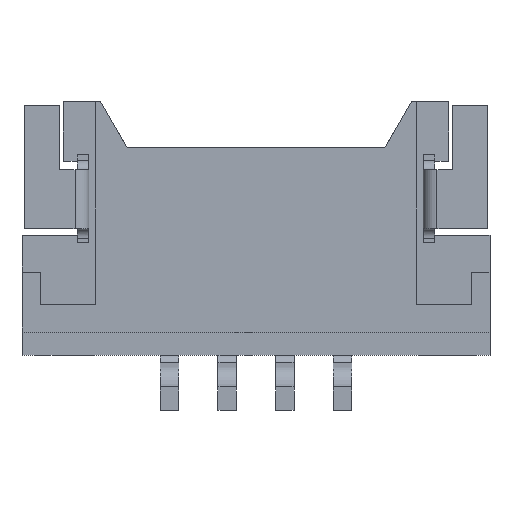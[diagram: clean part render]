
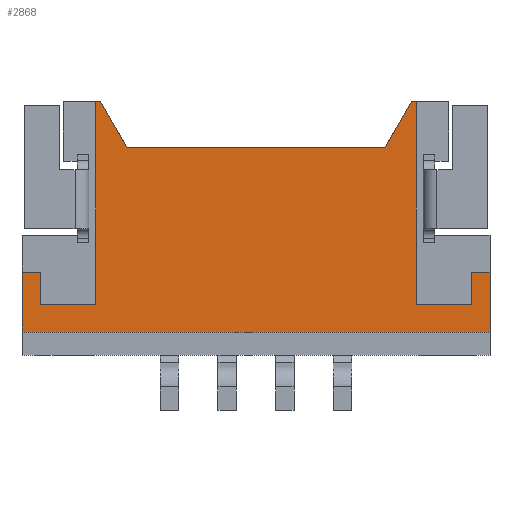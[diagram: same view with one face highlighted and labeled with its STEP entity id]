
A CAD part, front view. The second image highlights one B-rep face of the part: STEP entity #2868.
In plain terms, the highlighted planar face has unit normal (0, -1, 0).
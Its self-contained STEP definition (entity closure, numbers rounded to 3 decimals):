
#1=DIRECTION('',(-1.,0.,0.));
#2=VECTOR('',#1,10.15);
#3=CARTESIAN_POINT('',(5.075,0.,0.5));
#4=LINE('',#3,#2);
#5=DIRECTION('',(0.,0.,1.));
#6=VECTOR('',#5,4.4);
#7=CARTESIAN_POINT('',(-3.475,0.,1.1));
#8=LINE('',#7,#6);
#9=DIRECTION('',(0.5,0.,-0.866));
#10=VECTOR('',#9,1.155);
#11=CARTESIAN_POINT('',(-3.375,0.,5.5));
#12=LINE('',#11,#10);
#13=DIRECTION('',(1.,0.,0.));
#14=VECTOR('',#13,5.595);
#15=CARTESIAN_POINT('',(-2.798,0.,4.5));
#16=LINE('',#15,#14);
#17=DIRECTION('',(0.5,0.,0.866));
#18=VECTOR('',#17,1.155);
#19=CARTESIAN_POINT('',(2.798,0.,4.5));
#20=LINE('',#19,#18);
#21=DIRECTION('',(1.,0.,0.));
#22=VECTOR('',#21,0.4);
#23=CARTESIAN_POINT('',(4.675,0.,1.8));
#24=LINE('',#23,#22);
#33=DIRECTION('',(0.,0.,1.));
#34=VECTOR('',#33,1.3);
#35=CARTESIAN_POINT('',(5.075,0.,0.5));
#36=LINE('',#35,#34);
#65=DIRECTION('',(0.,0.,-1.));
#66=VECTOR('',#65,1.3);
#67=CARTESIAN_POINT('',(-5.075,0.,1.8));
#68=LINE('',#67,#66);
#633=DIRECTION('',(-1.,0.,0.));
#634=VECTOR('',#633,0.1);
#635=CARTESIAN_POINT('',(-3.375,0.,5.5));
#636=LINE('',#635,#634);
#1043=DIRECTION('',(-1.,0.,0.));
#1044=VECTOR('',#1043,1.2);
#1045=CARTESIAN_POINT('',(-3.475,0.,1.1));
#1046=LINE('',#1045,#1044);
#1051=DIRECTION('',(0.,0.,1.));
#1052=VECTOR('',#1051,0.7);
#1053=CARTESIAN_POINT('',(-4.675,0.,1.1));
#1054=LINE('',#1053,#1052);
#1059=DIRECTION('',(-1.,0.,0.));
#1060=VECTOR('',#1059,0.4);
#1061=CARTESIAN_POINT('',(-4.675,0.,1.8));
#1062=LINE('',#1061,#1060);
#1075=DIRECTION('',(-1.,0.,0.));
#1076=VECTOR('',#1075,0.1);
#1077=CARTESIAN_POINT('',(3.475,0.,5.5));
#1078=LINE('',#1077,#1076);
#1485=DIRECTION('',(0.,0.,-1.));
#1486=VECTOR('',#1485,0.7);
#1487=CARTESIAN_POINT('',(4.675,0.,1.8));
#1488=LINE('',#1487,#1486);
#1493=DIRECTION('',(-1.,0.,0.));
#1494=VECTOR('',#1493,1.2);
#1495=CARTESIAN_POINT('',(4.675,0.,1.1));
#1496=LINE('',#1495,#1494);
#1501=DIRECTION('',(0.,0.,1.));
#1502=VECTOR('',#1501,4.4);
#1503=CARTESIAN_POINT('',(3.475,0.,1.1));
#1504=LINE('',#1503,#1502);
#2149=CARTESIAN_POINT('',(5.075,0.,0.5));
#2150=CARTESIAN_POINT('',(-5.075,0.,0.5));
#2151=VERTEX_POINT('',#2149);
#2152=VERTEX_POINT('',#2150);
#2153=CARTESIAN_POINT('',(-5.075,0.,1.8));
#2154=VERTEX_POINT('',#2153);
#2155=CARTESIAN_POINT('',(-4.675,0.,1.8));
#2156=VERTEX_POINT('',#2155);
#2157=CARTESIAN_POINT('',(-4.675,0.,1.1));
#2158=VERTEX_POINT('',#2157);
#2159=CARTESIAN_POINT('',(-3.475,0.,1.1));
#2160=VERTEX_POINT('',#2159);
#2161=CARTESIAN_POINT('',(-3.475,0.,5.5));
#2162=VERTEX_POINT('',#2161);
#2163=CARTESIAN_POINT('',(-3.375,0.,5.5));
#2164=VERTEX_POINT('',#2163);
#2165=CARTESIAN_POINT('',(-2.798,0.,4.5));
#2166=VERTEX_POINT('',#2165);
#2167=CARTESIAN_POINT('',(2.798,0.,4.5));
#2168=VERTEX_POINT('',#2167);
#2169=CARTESIAN_POINT('',(3.375,0.,5.5));
#2170=VERTEX_POINT('',#2169);
#2171=CARTESIAN_POINT('',(3.475,0.,5.5));
#2172=VERTEX_POINT('',#2171);
#2173=CARTESIAN_POINT('',(3.475,0.,1.1));
#2174=VERTEX_POINT('',#2173);
#2175=CARTESIAN_POINT('',(4.675,0.,1.1));
#2176=VERTEX_POINT('',#2175);
#2177=CARTESIAN_POINT('',(4.675,0.,1.8));
#2178=VERTEX_POINT('',#2177);
#2179=CARTESIAN_POINT('',(5.075,0.,1.8));
#2180=VERTEX_POINT('',#2179);
#2829=CARTESIAN_POINT('',(0.,0.,0.));
#2830=DIRECTION('',(0.,1.,0.));
#2831=DIRECTION('',(1.,0.,0.));
#2832=AXIS2_PLACEMENT_3D('',#2829,#2830,#2831);
#2833=PLANE('',#2832);
#2835=ORIENTED_EDGE('',*,*,#2834,.T.);
#2837=ORIENTED_EDGE('',*,*,#2836,.F.);
#2839=ORIENTED_EDGE('',*,*,#2838,.F.);
#2841=ORIENTED_EDGE('',*,*,#2840,.F.);
#2843=ORIENTED_EDGE('',*,*,#2842,.F.);
#2845=ORIENTED_EDGE('',*,*,#2844,.T.);
#2847=ORIENTED_EDGE('',*,*,#2846,.F.);
#2849=ORIENTED_EDGE('',*,*,#2848,.T.);
#2851=ORIENTED_EDGE('',*,*,#2850,.T.);
#2853=ORIENTED_EDGE('',*,*,#2852,.T.);
#2855=ORIENTED_EDGE('',*,*,#2854,.F.);
#2857=ORIENTED_EDGE('',*,*,#2856,.F.);
#2859=ORIENTED_EDGE('',*,*,#2858,.F.);
#2861=ORIENTED_EDGE('',*,*,#2860,.F.);
#2863=ORIENTED_EDGE('',*,*,#2862,.T.);
#2865=ORIENTED_EDGE('',*,*,#2864,.F.);
#2866=EDGE_LOOP('',(#2835,#2837,#2839,#2841,#2843,#2845,#2847,#2849,#2851,#2853,
#2855,#2857,#2859,#2861,#2863,#2865));
#2867=FACE_OUTER_BOUND('',#2866,.F.);
#2834=EDGE_CURVE('',#2151,#2152,#4,.T.);
#2836=EDGE_CURVE('',#2154,#2152,#68,.T.);
#2838=EDGE_CURVE('',#2156,#2154,#1062,.T.);
#2840=EDGE_CURVE('',#2158,#2156,#1054,.T.);
#2842=EDGE_CURVE('',#2160,#2158,#1046,.T.);
#2844=EDGE_CURVE('',#2160,#2162,#8,.T.);
#2846=EDGE_CURVE('',#2164,#2162,#636,.T.);
#2848=EDGE_CURVE('',#2164,#2166,#12,.T.);
#2850=EDGE_CURVE('',#2166,#2168,#16,.T.);
#2852=EDGE_CURVE('',#2168,#2170,#20,.T.);
#2854=EDGE_CURVE('',#2172,#2170,#1078,.T.);
#2856=EDGE_CURVE('',#2174,#2172,#1504,.T.);
#2858=EDGE_CURVE('',#2176,#2174,#1496,.T.);
#2860=EDGE_CURVE('',#2178,#2176,#1488,.T.);
#2862=EDGE_CURVE('',#2178,#2180,#24,.T.);
#2864=EDGE_CURVE('',#2151,#2180,#36,.T.);
#2868=ADVANCED_FACE('',(#2867),#2833,.F.);
